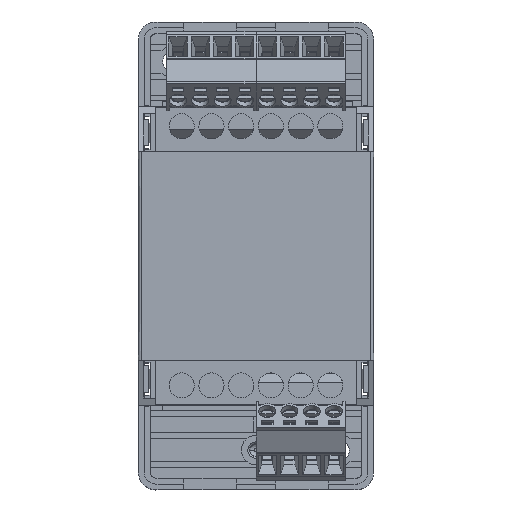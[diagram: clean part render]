
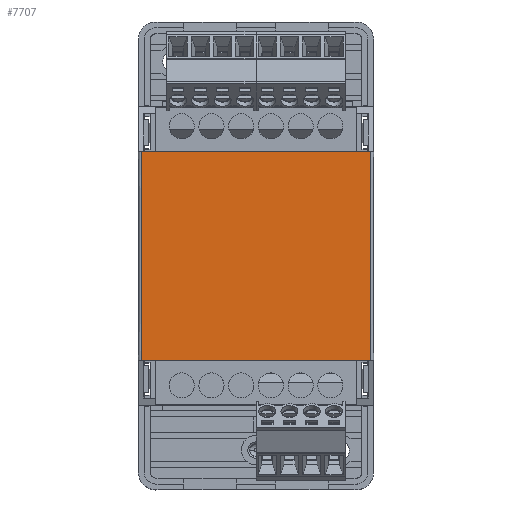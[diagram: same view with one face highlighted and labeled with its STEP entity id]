
A CAD part, top view. The second image highlights one B-rep face of the part: STEP entity #7707.
In plain terms, the highlighted planar face has unit normal (0, 0, 1).
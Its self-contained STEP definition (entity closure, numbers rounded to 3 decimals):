
#7707=ADVANCED_FACE('',(#10265),#43395,.T.);
#10265=FACE_OUTER_BOUND('',#13075,.T.);
#13075=EDGE_LOOP('',(#24997,#24998,#24999,#25000));
#24997=ORIENTED_EDGE('',*,*,#34323,.F.);
#24998=ORIENTED_EDGE('',*,*,#34230,.T.);
#24999=ORIENTED_EDGE('',*,*,#34324,.F.);
#25000=ORIENTED_EDGE('',*,*,#34191,.T.);
#34191=EDGE_CURVE('',#40794,#40792,#51115,.T.);
#34230=EDGE_CURVE('',#40822,#40823,#51154,.T.);
#34323=EDGE_CURVE('',#40822,#40792,#51247,.T.);
#34324=EDGE_CURVE('',#40794,#40823,#51248,.T.);
#40792=VERTEX_POINT('',#83765);
#40794=VERTEX_POINT('',#83767);
#40822=VERTEX_POINT('',#83795);
#40823=VERTEX_POINT('',#83796);
#43395=PLANE('',#54361);
#51115=B_SPLINE_CURVE_WITH_KNOTS('',1,(#84141,#84142),.UNSPECIFIED.,.F.,
 .F.,(2,2),(0.,35.789),.UNSPECIFIED.);
#51154=B_SPLINE_CURVE_WITH_KNOTS('',1,(#84223,#84224),.UNSPECIFIED.,.F.,
 .F.,(2,2),(0.,35.789),.UNSPECIFIED.);
#51247=B_SPLINE_CURVE_WITH_KNOTS('',1,(#84413,#84414),.UNSPECIFIED.,.F.,
 .F.,(2,2),(0.,39.2),.UNSPECIFIED.);
#51248=B_SPLINE_CURVE_WITH_KNOTS('',1,(#84415,#84416),.UNSPECIFIED.,.F.,
 .F.,(2,2),(0.,39.2),.UNSPECIFIED.);
#54361=AXIS2_PLACEMENT_3D('',#83647,#56808,$);
#56808=DIRECTION('',(0.,0.,1.));
#83647=CARTESIAN_POINT('',(-23.629,-21.6,22.201));
#83765=CARTESIAN_POINT('',(19.611,17.888,22.201));
#83767=CARTESIAN_POINT('',(19.611,-17.901,22.201));
#83795=CARTESIAN_POINT('',(-19.589,17.888,22.201));
#83796=CARTESIAN_POINT('',(-19.589,-17.901,22.201));
#84141=CARTESIAN_POINT('',(19.611,-17.901,22.201));
#84142=CARTESIAN_POINT('',(19.611,17.888,22.201));
#84223=CARTESIAN_POINT('',(-19.589,17.888,22.201));
#84224=CARTESIAN_POINT('',(-19.589,-17.901,22.201));
#84413=CARTESIAN_POINT('',(-19.589,17.888,22.201));
#84414=CARTESIAN_POINT('',(19.611,17.888,22.201));
#84415=CARTESIAN_POINT('',(19.611,-17.901,22.201));
#84416=CARTESIAN_POINT('',(-19.589,-17.901,22.201));
